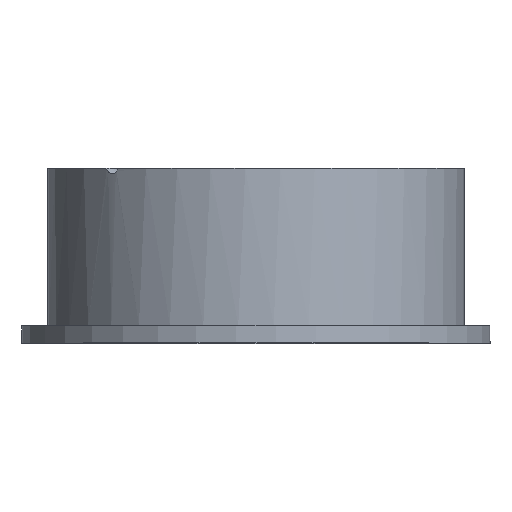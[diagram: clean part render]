
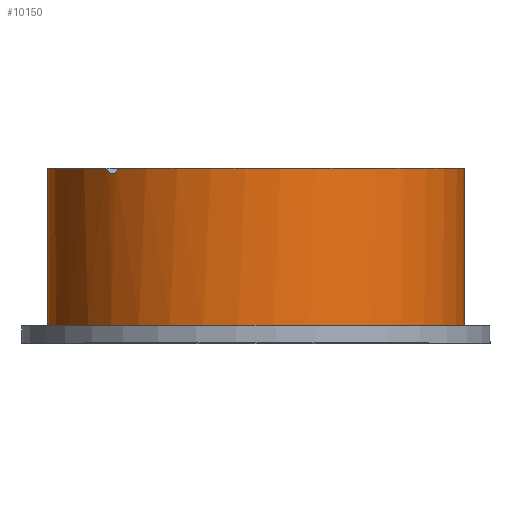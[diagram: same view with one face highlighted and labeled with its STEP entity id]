
A CAD part, top view. The second image highlights one B-rep face of the part: STEP entity #10150.
In plain terms, the highlighted cylindrical face has radius 120 mm (diameter 240 mm), a partial arc.
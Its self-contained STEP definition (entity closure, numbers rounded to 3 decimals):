
#188=FACE_BOUND('',#3266,.T.);
#291=LINE('',#13573,#1317);
#292=LINE('',#13577,#1318);
#1317=VECTOR('',#11368,10.);
#1318=VECTOR('',#11371,10.);
#2688=FACE_OUTER_BOUND('',#3265,.T.);
#3265=EDGE_LOOP('',(#7023,#7024,#7025,#7026,#7027,#7028));
#3266=EDGE_LOOP('',(#7029,#7030));
#3932=B_SPLINE_CURVE_WITH_KNOTS('',3,(#13526,#13527,#13528,#13529,#13530,
#13531,#13532,#13533,#13534,#13535,#13536,#13537,#13538,#13539),
 .UNSPECIFIED.,.F.,.F.,(4,2,2,2,2,2,4),(0.266,0.507,
0.711,0.915,1.147,1.379,1.411),
 .UNSPECIFIED.);
#3934=B_SPLINE_CURVE_WITH_KNOTS('',3,(#13581,#13582,#13583,#13584,#13585,
#13586,#13587,#13588,#13589,#13590,#13591,#13592,#13593,#13594,#13595,#13596,
#13597,#13598),.UNSPECIFIED.,.F.,.F.,(4,2,2,2,2,2,2,2,4),(0.,0.281,
0.562,0.869,1.177,1.492,1.807,
2.089,2.371),.UNSPECIFIED.);
#3935=B_SPLINE_CURVE_WITH_KNOTS('',3,(#13599,#13600,#13601,#13602,#13603,
#13604,#13605,#13606,#13607,#13608,#13609,#13610,#13611,#13612,#13613,#13614,
#13615,#13616),.UNSPECIFIED.,.F.,.F.,(4,2,2,2,2,2,2,2,4),(2.371,
2.653,2.935,3.25,3.565,3.872,
4.18,4.461,4.742),.UNSPECIFIED.);
#4280=CIRCLE('',#10759,120.);
#4281=CIRCLE('',#10760,120.);
#4282=CIRCLE('',#10761,120.);
#4447=VERTEX_POINT('',#13520);
#4449=VERTEX_POINT('',#13524);
#4458=VERTEX_POINT('',#13570);
#4459=VERTEX_POINT('',#13572);
#4460=VERTEX_POINT('',#13574);
#4461=VERTEX_POINT('',#13576);
#4462=VERTEX_POINT('',#13579);
#4463=VERTEX_POINT('',#13580);
#5462=EDGE_CURVE('',#4447,#4449,#3932,.T.);
#5475=EDGE_CURVE('',#4458,#4449,#4280,.T.);
#5476=EDGE_CURVE('',#4458,#4459,#291,.T.);
#5477=EDGE_CURVE('',#4459,#4460,#4281,.T.);
#5478=EDGE_CURVE('',#4460,#4461,#292,.T.);
#5479=EDGE_CURVE('',#4447,#4461,#4282,.T.);
#5480=EDGE_CURVE('',#4462,#4463,#3934,.T.);
#5481=EDGE_CURVE('',#4463,#4462,#3935,.T.);
#7023=ORIENTED_EDGE('',*,*,#5462,.T.);
#7024=ORIENTED_EDGE('',*,*,#5475,.F.);
#7025=ORIENTED_EDGE('',*,*,#5476,.T.);
#7026=ORIENTED_EDGE('',*,*,#5477,.T.);
#7027=ORIENTED_EDGE('',*,*,#5478,.T.);
#7028=ORIENTED_EDGE('',*,*,#5479,.F.);
#7029=ORIENTED_EDGE('',*,*,#5480,.T.);
#7030=ORIENTED_EDGE('',*,*,#5481,.T.);
#10082=CYLINDRICAL_SURFACE('',#10758,120.);
#10150=ADVANCED_FACE('',(#2688,#188),#10082,.T.);
#10758=AXIS2_PLACEMENT_3D('',#13569,#11364,#11365);
#10759=AXIS2_PLACEMENT_3D('',#13571,#11366,#11367);
#10760=AXIS2_PLACEMENT_3D('',#13575,#11369,#11370);
#10761=AXIS2_PLACEMENT_3D('',#13578,#11372,#11373);
#11364=DIRECTION('center_axis',(0.,1.,0.));
#11365=DIRECTION('ref_axis',(0.,0.,
1.));
#11366=DIRECTION('center_axis',(0.,1.,0.));
#11367=DIRECTION('ref_axis',(1.,0.,0.));
#11368=DIRECTION('',(0.,-1.,0.));
#11369=DIRECTION('center_axis',(0.,1.,0.));
#11370=DIRECTION('ref_axis',(-1.,0.,0.));
#11371=DIRECTION('',(0.,1.,0.));
#11372=DIRECTION('center_axis',(0.,1.,0.));
#11373=DIRECTION('ref_axis',(1.,0.,0.));
#13520=CARTESIAN_POINT('',(101.008,149.109,-104.939));
#13524=CARTESIAN_POINT('',(94.264,149.109,-111.401));
#13526=CARTESIAN_POINT('Ctrl Pts',(101.008,149.109,-104.939));
#13527=CARTESIAN_POINT('Ctrl Pts',(100.781,148.317,-105.141));
#13528=CARTESIAN_POINT('Ctrl Pts',(100.434,147.601,-105.449));
#13529=CARTESIAN_POINT('Ctrl Pts',(99.617,146.606,-106.189));
#13530=CARTESIAN_POINT('Ctrl Pts',(99.145,146.252,-106.622));
#13531=CARTESIAN_POINT('Ctrl Pts',(98.14,145.916,-107.562));
#13532=CARTESIAN_POINT('Ctrl Pts',(97.607,145.935,-108.07));
#13533=CARTESIAN_POINT('Ctrl Pts',(96.589,146.261,-109.055));
#13534=CARTESIAN_POINT('Ctrl Pts',(96.055,146.622,-109.583));
#13535=CARTESIAN_POINT('Ctrl Pts',(95.115,147.6,-110.526));
#13536=CARTESIAN_POINT('Ctrl Pts',(94.71,148.216,-110.941));
#13537=CARTESIAN_POINT('Ctrl Pts',(94.349,148.93,-111.313));
#13538=CARTESIAN_POINT('Ctrl Pts',(94.306,149.018,-111.357));
#13539=CARTESIAN_POINT('Ctrl Pts',(94.264,149.109,-111.401));
#13569=CARTESIAN_POINT('Origin',(180.596,53.609,-194.748));
#13570=CARTESIAN_POINT('',(141.596,149.109,-308.234));
#13571=CARTESIAN_POINT('Origin',(180.596,149.109,-194.748));
#13572=CARTESIAN_POINT('',(141.596,58.609,-308.234));
#13573=CARTESIAN_POINT('',(141.596,53.609,-308.234));
#13574=CARTESIAN_POINT('',(219.596,58.609,-308.234));
#13575=CARTESIAN_POINT('Origin',(180.596,58.609,-194.748));
#13576=CARTESIAN_POINT('',(219.596,149.109,-308.234));
#13577=CARTESIAN_POINT('',(219.596,53.609,-308.234));
#13578=CARTESIAN_POINT('Origin',(180.596,149.109,-194.748));
#13579=CARTESIAN_POINT('',(139.096,134.109,-307.344));
#13580=CARTESIAN_POINT('',(124.096,134.109,-300.615));
#13581=CARTESIAN_POINT('Ctrl Pts',(139.096,134.109,-307.344));
#13582=CARTESIAN_POINT('Ctrl Pts',(139.096,135.045,-307.344));
#13583=CARTESIAN_POINT('Ctrl Pts',(138.91,136.04,-307.275));
#13584=CARTESIAN_POINT('Ctrl Pts',(138.165,137.859,-306.997));
#13585=CARTESIAN_POINT('Ctrl Pts',(137.608,138.684,-306.786));
#13586=CARTESIAN_POINT('Ctrl Pts',(136.29,140.042,-306.271));
#13587=CARTESIAN_POINT('Ctrl Pts',(135.421,140.64,-305.925));
#13588=CARTESIAN_POINT('Ctrl Pts',(133.542,141.423,-305.143));
#13589=CARTESIAN_POINT('Ctrl Pts',(132.532,141.609,-304.707));
#13590=CARTESIAN_POINT('Ctrl Pts',(130.638,141.609,-303.859));
#13591=CARTESIAN_POINT('Ctrl Pts',(129.617,141.415,-303.386));
#13592=CARTESIAN_POINT('Ctrl Pts',(127.733,140.618,-302.482));
#13593=CARTESIAN_POINT('Ctrl Pts',(126.869,140.015,-302.051));
#13594=CARTESIAN_POINT('Ctrl Pts',(125.57,138.66,-301.39));
#13595=CARTESIAN_POINT('Ctrl Pts',(125.021,137.846,-301.104));
#13596=CARTESIAN_POINT('Ctrl Pts',(124.284,136.041,-300.716));
#13597=CARTESIAN_POINT('Ctrl Pts',(124.096,135.048,-300.615));
#13598=CARTESIAN_POINT('Ctrl Pts',(124.096,134.109,-300.615));
#13599=CARTESIAN_POINT('Ctrl Pts',(124.096,134.109,-300.615));
#13600=CARTESIAN_POINT('Ctrl Pts',(124.096,133.169,-300.615));
#13601=CARTESIAN_POINT('Ctrl Pts',(124.284,132.177,-300.716));
#13602=CARTESIAN_POINT('Ctrl Pts',(125.021,130.371,-301.104));
#13603=CARTESIAN_POINT('Ctrl Pts',(125.57,129.557,-301.39));
#13604=CARTESIAN_POINT('Ctrl Pts',(126.869,128.203,-302.051));
#13605=CARTESIAN_POINT('Ctrl Pts',(127.733,127.6,-302.482));
#13606=CARTESIAN_POINT('Ctrl Pts',(129.617,126.803,-303.386));
#13607=CARTESIAN_POINT('Ctrl Pts',(130.638,126.609,-303.859));
#13608=CARTESIAN_POINT('Ctrl Pts',(132.532,126.609,-304.707));
#13609=CARTESIAN_POINT('Ctrl Pts',(133.542,126.794,-305.143));
#13610=CARTESIAN_POINT('Ctrl Pts',(135.421,127.577,-305.925));
#13611=CARTESIAN_POINT('Ctrl Pts',(136.29,128.176,-306.271));
#13612=CARTESIAN_POINT('Ctrl Pts',(137.608,129.534,-306.786));
#13613=CARTESIAN_POINT('Ctrl Pts',(138.165,130.358,-306.997));
#13614=CARTESIAN_POINT('Ctrl Pts',(138.91,132.178,-307.275));
#13615=CARTESIAN_POINT('Ctrl Pts',(139.096,133.172,-307.344));
#13616=CARTESIAN_POINT('Ctrl Pts',(139.096,134.109,-307.344));
